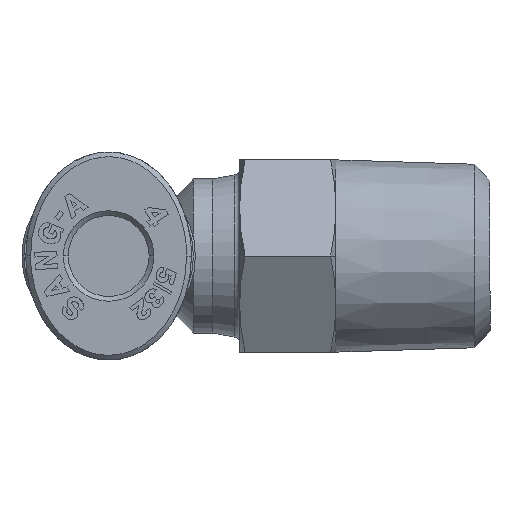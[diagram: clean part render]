
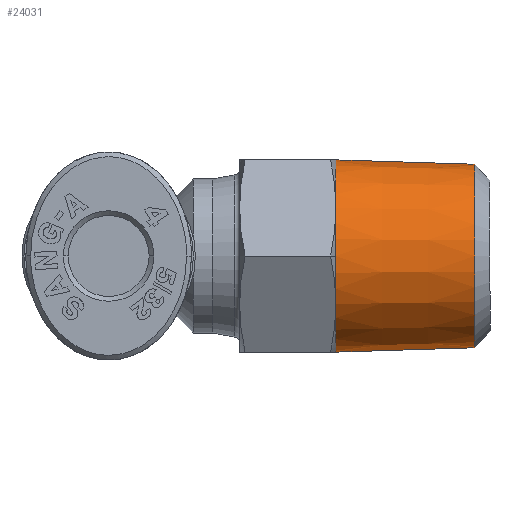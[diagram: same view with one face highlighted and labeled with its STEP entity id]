
A CAD part, left-side view. The second image highlights one B-rep face of the part: STEP entity #24031.
In plain terms, the highlighted conical face has half-angle 1.79 degrees and reference radius 4.99 mm.
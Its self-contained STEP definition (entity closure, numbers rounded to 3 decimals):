
#255 = DIRECTION ( 'NONE',  ( -1., 0., 0. ) ) ;
#350 = VECTOR ( 'NONE', #28679, 1000. ) ;
#2561 = VERTEX_POINT ( 'NONE', #10805 ) ;
#3226 = DIRECTION ( 'NONE',  ( 0., -0.031, 1. ) ) ;
#3361 = AXIS2_PLACEMENT_3D ( 'NONE', #19617, #28236, #12950 ) ;
#3495 = CIRCLE ( 'NONE', #3361, 4.99 ) ;
#4058 = LINE ( 'NONE', #7921, #4794 ) ;
#4172 = ORIENTED_EDGE ( 'NONE', *, *, #22663, .F. ) ;
#4794 = VECTOR ( 'NONE', #3226, 1000. ) ;
#5250 = LINE ( 'NONE', #17833, #350 ) ;
#5546 = CARTESIAN_POINT ( 'NONE',  ( 5.1, 0., -11.8 ) ) ;
#5886 = AXIS2_PLACEMENT_3D ( 'NONE', #6710, #22483, #255 ) ;
#6710 = CARTESIAN_POINT ( 'NONE',  ( 5.1, 0., -19. ) ) ;
#6981 = ORIENTED_EDGE ( 'NONE', *, *, #15540, .F. ) ;
#7797 = DIRECTION ( 'NONE',  ( 0., 0., 1. ) ) ;
#7921 = CARTESIAN_POINT ( 'NONE',  ( 5.1, -4.99, -11.8 ) ) ;
#8985 = EDGE_LOOP ( 'NONE', ( #16184, #25745, #4172, #6981 ) ) ;
#9963 = CARTESIAN_POINT ( 'NONE',  ( 5.1, 4.765, -19. ) ) ;
#10805 = CARTESIAN_POINT ( 'NONE',  ( 5.1, -4.765, -19. ) ) ;
#10870 = AXIS2_PLACEMENT_3D ( 'NONE', #5546, #7797, #14404 ) ;
#11574 = VERTEX_POINT ( 'NONE', #12937 ) ;
#12937 = CARTESIAN_POINT ( 'NONE',  ( 5.1, 4.99, -11.8 ) ) ;
#12950 = DIRECTION ( 'NONE',  ( 0., -1., 0. ) ) ;
#13255 = CONICAL_SURFACE ( 'NONE', #10870, 4.99, 0.031 ) ;
#13680 = EDGE_CURVE ( 'NONE', #23428, #11574, #5250, .T. ) ;
#14404 = DIRECTION ( 'NONE',  ( 0., -1., 0. ) ) ;
#15540 = EDGE_CURVE ( 'NONE', #2561, #16669, #4058, .T. ) ;
#16184 = ORIENTED_EDGE ( 'NONE', *, *, #26791, .T. ) ;
#16669 = VERTEX_POINT ( 'NONE', #28758 ) ;
#16890 = CIRCLE ( 'NONE', #5886, 4.765 ) ;
#17833 = CARTESIAN_POINT ( 'NONE',  ( 5.1, 4.99, -11.8 ) ) ;
#19617 = CARTESIAN_POINT ( 'NONE',  ( 5.1, 0., -11.8 ) ) ;
#22483 = DIRECTION ( 'NONE',  ( 0., 0., 1. ) ) ;
#22663 = EDGE_CURVE ( 'NONE', #16669, #11574, #3495, .T. ) ;
#23428 = VERTEX_POINT ( 'NONE', #9963 ) ;
#24031 = ADVANCED_FACE ( 'NONE', ( #27804 ), #13255, .T. ) ;
#25745 = ORIENTED_EDGE ( 'NONE', *, *, #13680, .T. ) ;
#26791 = EDGE_CURVE ( 'NONE', #2561, #23428, #16890, .T. ) ;
#27804 = FACE_OUTER_BOUND ( 'NONE', #8985, .T. ) ;
#28236 = DIRECTION ( 'NONE',  ( 0., 0., 1. ) ) ;
#28679 = DIRECTION ( 'NONE',  ( 0., 0.031, 1. ) ) ;
#28758 = CARTESIAN_POINT ( 'NONE',  ( 5.1, -4.99, -11.8 ) ) ;
